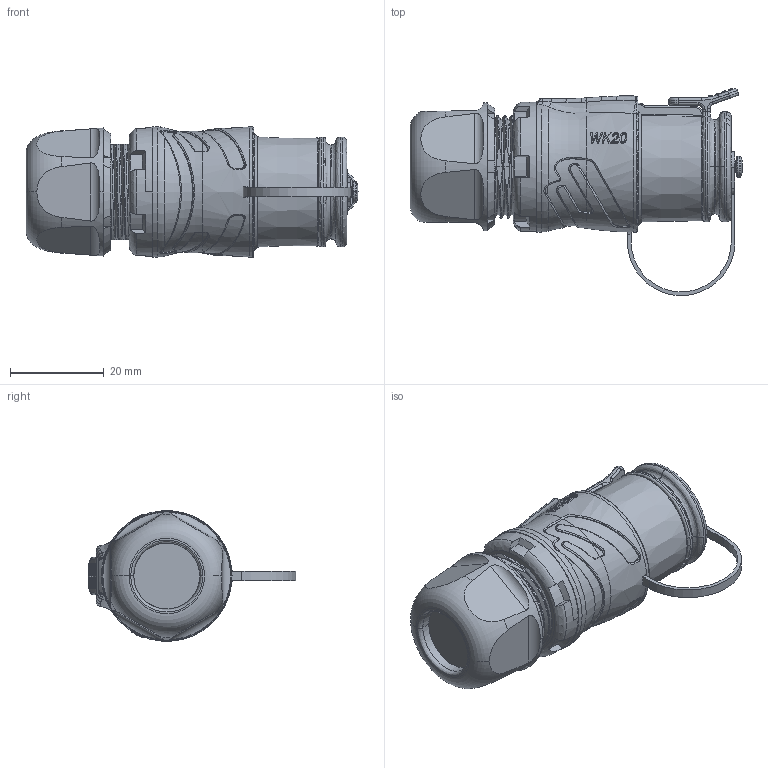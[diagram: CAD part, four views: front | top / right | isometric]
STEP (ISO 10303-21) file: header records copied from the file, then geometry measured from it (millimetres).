
FILE_DESCRIPTION((''),'2;1');
FILE_NAME('WK20-ZH__ASM','2024-09-03T',('Administrator'),(''),'CREO PARAMETRIC BY PTC INC, 2016130','CREO PARAMETRIC BY PTC INC, 2016130','');
FILE_SCHEMA(('CONFIG_CONTROL_DESIGN','GEOMETRIC_VALIDATION_PROPERTIES_MIM'));
Products named in the file (1): WK20-ZH__ASM
Bounding box: 70.7 x 44.15 x 27.76 mm (x, y, z)
Volume: 33294 mm3; surface area: 9719.4 mm2
Topology: 1 solids, 13 shells, 933 faces, 2499 edges, 1599 vertices
Faces by surface type: bspline 347, plane 246, cylinder 162, cone 79, extrusion 46, torus 43, revolution 6, sphere 4
Entity records: 49840 total; most frequent: CARTESIAN_POINT 29993, ORIENTED_EDGE 4990, DIRECTION 2714, EDGE_CURVE 2495, VERTEX_POINT 1599, B_SPLINE_CURVE_WITH_KNOTS 1430, AXIS2_PLACEMENT_3D 1011, EDGE_LOOP 966
